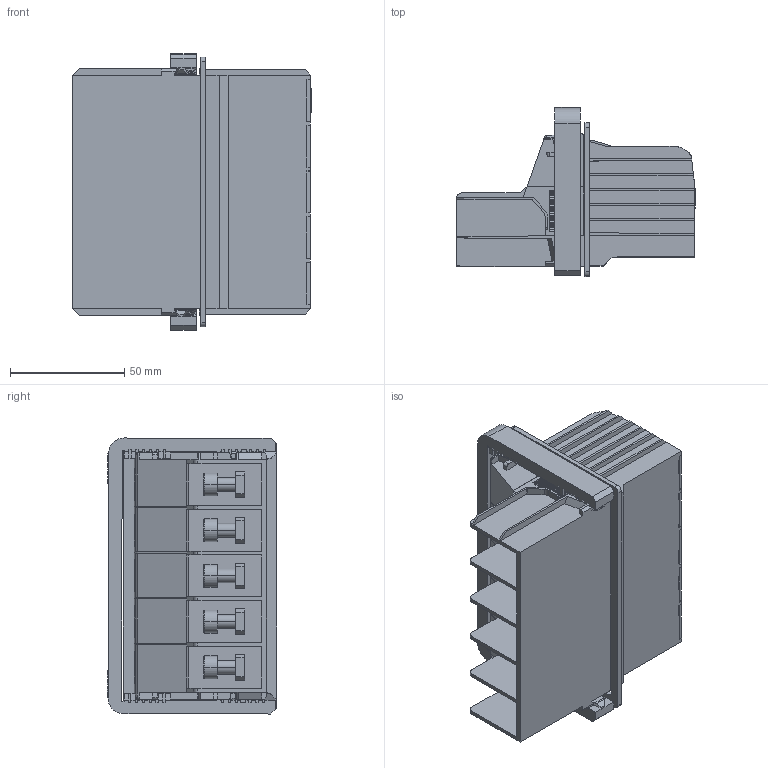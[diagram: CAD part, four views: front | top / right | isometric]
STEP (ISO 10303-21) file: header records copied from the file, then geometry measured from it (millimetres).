
FILE_DESCRIPTION(('Creo Elements/Direct Modeling STEP Export'),'2;1');
FILE_NAME('model.stp','2018-02-10T 7:37:55',(''),(''),'Creo Elements/Direct Modeling STEP processor for AP214 (Solid Model)','Creo Elements/Direct Modeling 18.1I 14-Aug-2016 (C) Parametric Technology GmbH','');
FILE_SCHEMA(('AUTOMOTIVE_DESIGN { 1 0 10303 214 1 1 1 1 }'));
Length unit declared in the file: millimetre
Products named in the file (4): SCHR.ISKT_M6x10; TW50_5-Gehaeuse.1; TW50_5-Wendeklemmkeil.1; TW_50_5_CL
Assembly tree (7 placements, depth 2):
  TW_50_5_CL
    SCHR.ISKT_M6x10  x5
    TW50_5-Wendeklemmkeil.1
    TW50_5-Gehaeuse.1
Bounding box: 104.43 x 74.14 x 120.85 mm (x, y, z)
Volume: 339966.9 mm3; surface area: 107199.5 mm2
Topology: 7 solids, 7 shells, 1890 faces, 5300 edges, 3444 vertices
Faces by surface type: plane 1415, cylinder 388, bspline 45, cone 30, torus 10, sphere 2
Entity records: 107855 total; most frequent: CARTESIAN_POINT 49769, ORIENTED_EDGE 10048, DIRECTION 8170, EDGE_CURVE 5024, VECTOR 3744, LINE 3744, VERTEX_POINT 3288, AXIS2_PLACEMENT_3D 2213
